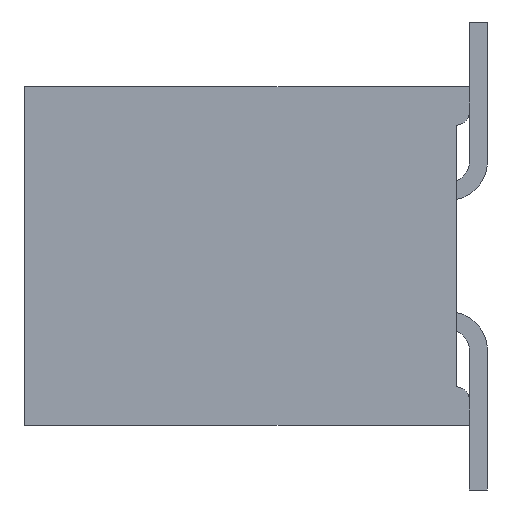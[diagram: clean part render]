
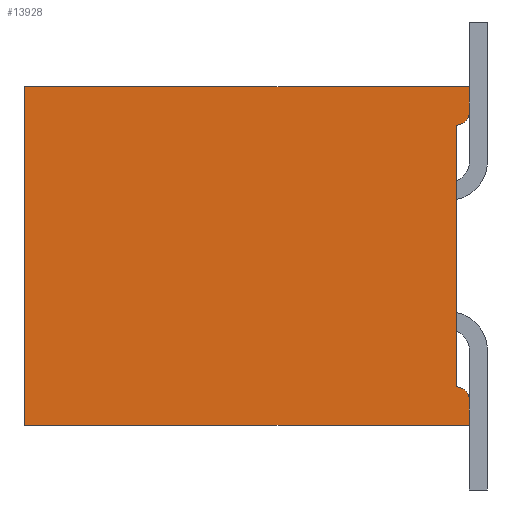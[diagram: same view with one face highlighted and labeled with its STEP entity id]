
A CAD part, left-side view. The second image highlights one B-rep face of the part: STEP entity #13928.
In plain terms, the highlighted planar face has unit normal (-1, 0, 0).
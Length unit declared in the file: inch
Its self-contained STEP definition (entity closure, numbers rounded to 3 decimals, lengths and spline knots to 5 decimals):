
#1155 = DIRECTION ( 'NONE',  ( 0., 0., -1. ) ) ;
#1156 = DIRECTION ( 'NONE',  ( 1., 0., 0. ) ) ;
#1157 = CARTESIAN_POINT ( 'NONE',  ( 0., 0.005, -0.0556 ) ) ;
#1164 = CIRCLE ( 'NONE', #1166, 0.005 ) ;
#1166 = AXIS2_PLACEMENT_3D ( 'NONE', #1157, #1156, #1155 ) ;
#1566 = CARTESIAN_POINT ( 'NONE',  ( 0., 0.005, -0.0506 ) ) ;
#1627 = DIRECTION ( 'NONE',  ( 0., 0., -1. ) ) ;
#1628 = VECTOR ( 'NONE', #1627, 39.37008 ) ;
#1629 = CARTESIAN_POINT ( 'NONE',  ( 0., 0.005, 0.0506 ) ) ;
#1630 = LINE ( 'NONE', #1629, #1628 ) ;
#6048 = VERTEX_POINT ( 'NONE', #10064 ) ;
#6056 = EDGE_CURVE ( 'NONE', #6083, #6077, #10407, .T. ) ;
#6068 = EDGE_CURVE ( 'NONE', #6077, #6074, #10394, .T. ) ;
#6074 = VERTEX_POINT ( 'NONE', #10390 ) ;
#6077 = VERTEX_POINT ( 'NONE', #10379 ) ;
#6083 = VERTEX_POINT ( 'NONE', #10346 ) ;
#6196 = EDGE_CURVE ( 'NONE', #6264, #6203, #10666, .T. ) ;
#6203 = VERTEX_POINT ( 'NONE', #10662 ) ;
#6244 = EDGE_CURVE ( 'NONE', #6074, #6048, #10627, .T. ) ;
#6264 = VERTEX_POINT ( 'NONE', #11000 ) ;
#6654 = EDGE_CURVE ( 'NONE', #6203, #6662, #12026, .T. ) ;
#6662 = VERTEX_POINT ( 'NONE', #11953 ) ;
#6740 = EDGE_CURVE ( 'NONE', #6662, #6083, #12301, .T. ) ;
#7659 = EDGE_CURVE ( 'NONE', #7768, #6264, #1164, .T. ) ;
#7768 = VERTEX_POINT ( 'NONE', #1566 ) ;
#7785 = EDGE_CURVE ( 'NONE', #6048, #7768, #1630, .T. ) ;
#10064 = CARTESIAN_POINT ( 'NONE',  ( 0., 0.005, 0.0506 ) ) ;
#10346 = CARTESIAN_POINT ( 'NONE',  ( 0., 0.172, 0.0655 ) ) ;
#10379 = CARTESIAN_POINT ( 'NONE',  ( 0., 0., 0.0655 ) ) ;
#10390 = CARTESIAN_POINT ( 'NONE',  ( 0., 0., 0.0556 ) ) ;
#10391 = DIRECTION ( 'NONE',  ( 0., 0., -1. ) ) ;
#10392 = VECTOR ( 'NONE', #10391, 39.37008 ) ;
#10393 = CARTESIAN_POINT ( 'NONE',  ( 0., 0., 0.0655 ) ) ;
#10394 = LINE ( 'NONE', #10393, #10392 ) ;
#10404 = DIRECTION ( 'NONE',  ( 0., -1., 0. ) ) ;
#10405 = VECTOR ( 'NONE', #10404, 39.37008 ) ;
#10406 = CARTESIAN_POINT ( 'NONE',  ( 0., 0.172, 0.0655 ) ) ;
#10407 = LINE ( 'NONE', #10406, #10405 ) ;
#10627 = CIRCLE ( 'NONE', #10746, 0.005 ) ;
#10658 = DIRECTION ( 'NONE',  ( 0., 0., -1. ) ) ;
#10659 = VECTOR ( 'NONE', #10658, 39.37008 ) ;
#10662 = CARTESIAN_POINT ( 'NONE',  ( 0., 0., -0.0655 ) ) ;
#10666 = LINE ( 'NONE', #10676, #10659 ) ;
#10676 = CARTESIAN_POINT ( 'NONE',  ( 0., 0., -0.0556 ) ) ;
#10733 = DIRECTION ( 'NONE',  ( 0., 0., -1. ) ) ;
#10734 = DIRECTION ( 'NONE',  ( 1., 0., 0. ) ) ;
#10746 = AXIS2_PLACEMENT_3D ( 'NONE', #10768, #10734, #10733 ) ;
#10768 = CARTESIAN_POINT ( 'NONE',  ( 0., 0.005, 0.0556 ) ) ;
#11000 = CARTESIAN_POINT ( 'NONE',  ( 0., 0., -0.0556 ) ) ;
#11953 = CARTESIAN_POINT ( 'NONE',  ( 0., 0.172, -0.0655 ) ) ;
#11954 = DIRECTION ( 'NONE',  ( 0., 1., 0. ) ) ;
#12017 = VECTOR ( 'NONE', #11954, 39.37008 ) ;
#12019 = CARTESIAN_POINT ( 'NONE',  ( 0., 0., -0.0655 ) ) ;
#12026 = LINE ( 'NONE', #12019, #12017 ) ;
#12297 = DIRECTION ( 'NONE',  ( 0., 0., 1. ) ) ;
#12298 = VECTOR ( 'NONE', #12297, 39.37008 ) ;
#12300 = CARTESIAN_POINT ( 'NONE',  ( 0., 0.172, -0.0655 ) ) ;
#12301 = LINE ( 'NONE', #12300, #12298 ) ;
#12786 = DIRECTION ( 'NONE',  ( 0., 0., -1. ) ) ;
#12787 = DIRECTION ( 'NONE',  ( 1., 0., 0. ) ) ;
#12789 = CARTESIAN_POINT ( 'NONE',  ( 0., 0.005, 0.0556 ) ) ;
#12831 = AXIS2_PLACEMENT_3D ( 'NONE', #12789, #12787, #12786 ) ;
#12834 = FACE_OUTER_BOUND ( 'NONE', #14049, .T. ) ;
#12923 = PLANE ( 'NONE',  #12831 ) ;
#13926 = ORIENTED_EDGE ( 'NONE', *, *, #6056, .F. ) ;
#13928 = ADVANCED_FACE ( 'NONE', ( #12834 ), #12923, .F. ) ;
#13929 = ORIENTED_EDGE ( 'NONE', *, *, #6196, .F. ) ;
#13945 = ORIENTED_EDGE ( 'NONE', *, *, #6068, .F. ) ;
#13951 = ORIENTED_EDGE ( 'NONE', *, *, #6740, .F. ) ;
#13952 = ORIENTED_EDGE ( 'NONE', *, *, #7785, .F. ) ;
#13953 = ORIENTED_EDGE ( 'NONE', *, *, #6654, .F. ) ;
#13956 = ORIENTED_EDGE ( 'NONE', *, *, #7659, .F. ) ;
#13960 = ORIENTED_EDGE ( 'NONE', *, *, #6244, .F. ) ;
#14049 = EDGE_LOOP ( 'NONE', ( #13945, #13926, #13951, #13953, #13929, #13956, #13952, #13960 ) ) ;
